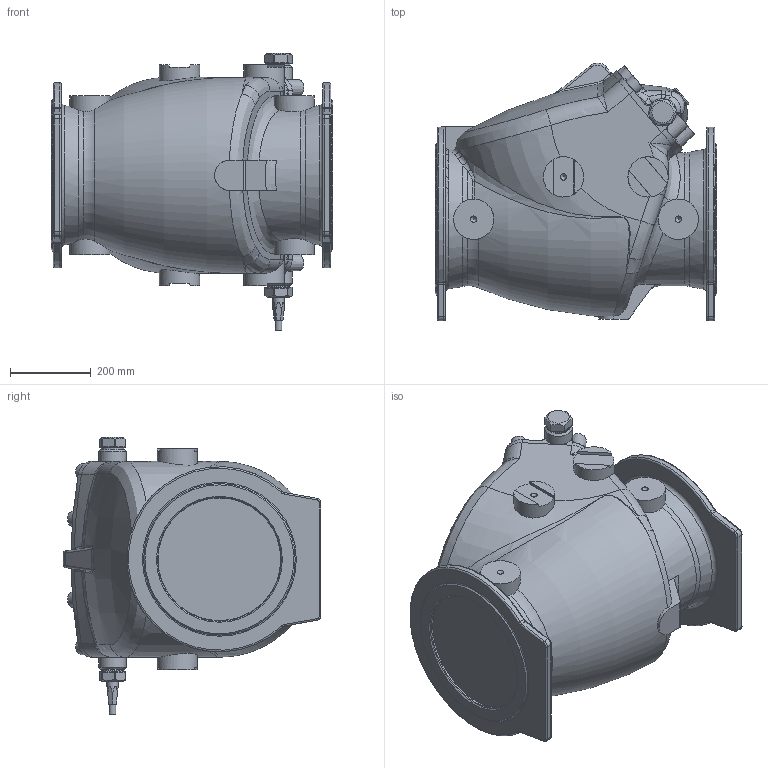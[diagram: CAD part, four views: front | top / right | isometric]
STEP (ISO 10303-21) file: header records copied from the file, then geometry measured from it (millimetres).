
FILE_DESCRIPTION (( 'STEP AP203' ), '1' );
FILE_NAME ('O_41_60_DN300.STEP', '2014-09-09T06:04:11', ( '' ), ( '' ), 'SwSTEP 2.0', 'SolidWorks 2012', '' );
FILE_SCHEMA (( 'CONFIG_CONTROL_DESIGN' ));
Length unit declared in the file: millimetre
Products named in the file (1): O_41_60_DN300
Bounding box: 699 x 640.08 x 689 mm (x, y, z)
Volume: 128099454.8 mm3; surface area: 1938931.8 mm2
Topology: 1 solids, 1 shells, 472 faces, 1191 edges, 710 vertices
Faces by surface type: bspline 150, cylinder 128, plane 116, torus 49, cone 29
Full cylindrical faces by diameter (mm): 16 x1, 28 x1, 56 x2, 68 x2, 100 x8, 304.8 x2
Entity records: 33738 total; most frequent: CARTESIAN_POINT 24378, ORIENTED_EDGE 2194, DIRECTION 1544, EDGE_CURVE 1097, VERTEX_POINT 679, AXIS2_PLACEMENT_3D 652, EDGE_LOOP 524, FACE_OUTER_BOUND 497
